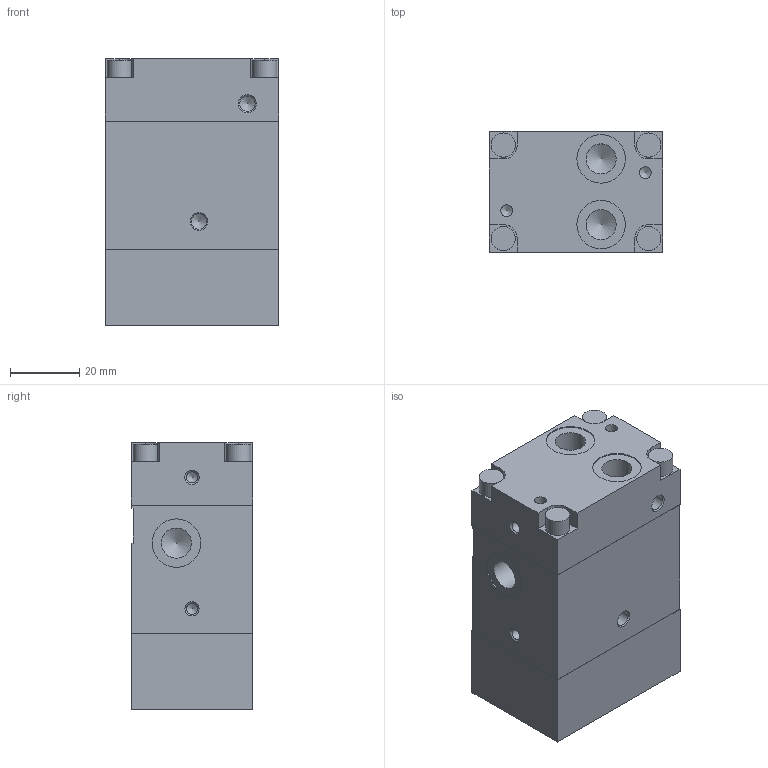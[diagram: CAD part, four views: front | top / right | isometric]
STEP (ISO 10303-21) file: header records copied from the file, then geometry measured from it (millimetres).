
FILE_DESCRIPTION((''),'2;1');
FILE_NAME('900.18.9.stp','2014-04-17T12:18:50',('airolcr1'),(''),'Autodesk Inventor 2013','Autodesk Inventor 2013','');
FILE_SCHEMA(('AUTOMOTIVE_DESIGN { 1 0 10303 214 1 1 1 1 }'));
Length unit declared in the file: millimetre
Products named in the file (1): 900.18.9
Bounding box: 50 x 35 x 77 mm (x, y, z)
Volume: 129905.6 mm3; surface area: 19149.3 mm2
Topology: 1 solids, 1 shells, 80 faces, 194 edges, 125 vertices
Faces by surface type: plane 39, cylinder 23, cone 18
Full cylindrical faces by diameter (mm): 3.242 x2, 3.459 x2, 4.134 x1, 4.459 x4, 7 x4, 8.7 x3, 14 x3
Entity records: 2099 total; most frequent: DIRECTION 354, CARTESIAN_POINT 329, ORIENTED_EDGE 280, EDGE_CURVE 140, AXIS2_PLACEMENT_3D 133, EDGE_LOOP 126, VERTEX_POINT 108, VECTOR 88
